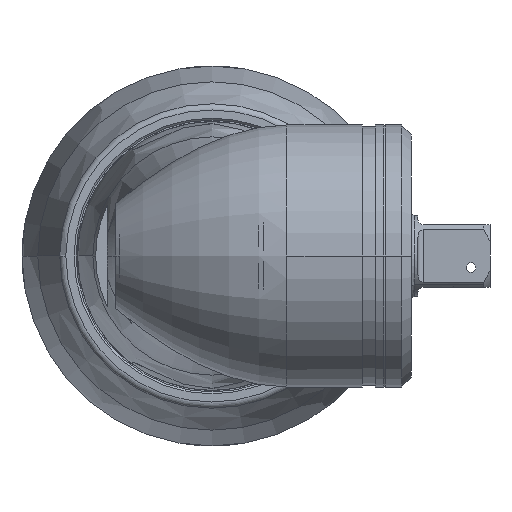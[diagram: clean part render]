
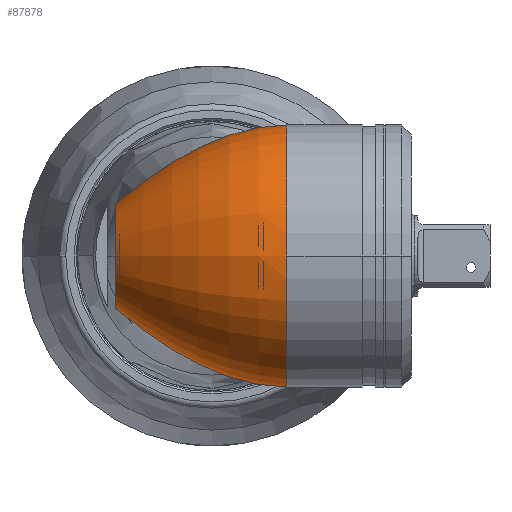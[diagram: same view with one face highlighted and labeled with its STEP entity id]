
A CAD part, left-side view. The second image highlights one B-rep face of the part: STEP entity #87878.
In plain terms, the highlighted face is a revolution surface.
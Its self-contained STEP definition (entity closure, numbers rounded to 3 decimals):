
#83606=CARTESIAN_POINT('',(-152.,14.7,0.));
#83607=DIRECTION('',(0.,-1.,0.));
#83608=DIRECTION('',(0.721,0.,0.693));
#83609=AXIS2_PLACEMENT_3D('',#83606,#83607,#83608);
#83611=CARTESIAN_POINT('',(-152.,14.7,0.));
#83612=DIRECTION('',(0.,-1.,0.));
#83613=DIRECTION('',(-1.,0.,0.));
#83614=AXIS2_PLACEMENT_3D('',#83611,#83612,#83613);
#83626=CARTESIAN_POINT('',(-136.658,-11.44,
-12.83));
#83700=CARTESIAN_POINT('',(-146.231,14.7,
5.543));
#83701=CARTESIAN_POINT('',(-146.387,14.383,6.088));
#83702=CARTESIAN_POINT('',(-146.741,13.682,
7.16));
#83703=CARTESIAN_POINT('',(-147.35,12.45,
8.696));
#83704=CARTESIAN_POINT('',(-147.855,11.266,
9.923));
#83705=CARTESIAN_POINT('',(-148.166,10.2,
10.878));
#83706=CARTESIAN_POINT('',(-148.307,9.333,
11.579));
#83707=CARTESIAN_POINT('',(-148.312,8.41,
12.248));
#83708=CARTESIAN_POINT('',(-148.154,7.459,
12.861));
#83709=CARTESIAN_POINT('',(-147.853,6.516,
13.4));
#83710=CARTESIAN_POINT('',(-147.316,5.285,
14.02));
#83711=CARTESIAN_POINT('',(-146.479,3.796,
14.631));
#83712=CARTESIAN_POINT('',(-145.365,2.047,
15.157));
#83713=CARTESIAN_POINT('',(-144.202,0.312,
15.5));
#83714=CARTESIAN_POINT('',(-143.025,-1.42,
15.67));
#83715=CARTESIAN_POINT('',(-141.857,-3.149,
15.665));
#83716=CARTESIAN_POINT('',(-140.333,-5.446,
15.423));
#83717=CARTESIAN_POINT('',(-138.525,-8.28,
14.663));
#83718=CARTESIAN_POINT('',(-137.244,-10.427,
13.531));
#83719=CARTESIAN_POINT('',(-136.658,-11.44,
12.83));
#83721=CARTESIAN_POINT('',(-152.,-11.44,0.));
#83722=DIRECTION('',(0.,-1.,0.));
#83723=DIRECTION('',(0.767,0.,0.642));
#83724=AXIS2_PLACEMENT_3D('',#83721,#83722,#83723);
#83726=CARTESIAN_POINT('',(-152.,-11.44,0.));
#83727=DIRECTION('',(0.,-1.,0.));
#83728=DIRECTION('',(-1.,0.,0.));
#83729=AXIS2_PLACEMENT_3D('',#83726,#83727,#83728);
#83731=CARTESIAN_POINT('',(-136.658,-11.44,
-12.83));
#83732=CARTESIAN_POINT('',(-137.244,-10.427,
-13.531));
#83733=CARTESIAN_POINT('',(-138.525,-8.28,
-14.663));
#83734=CARTESIAN_POINT('',(-140.333,-5.446,
-15.423));
#83735=CARTESIAN_POINT('',(-141.857,-3.149,
-15.665));
#83736=CARTESIAN_POINT('',(-143.025,-1.419,
-15.67));
#83737=CARTESIAN_POINT('',(-144.202,0.312,
-15.5));
#83738=CARTESIAN_POINT('',(-145.365,2.048,
-15.157));
#83739=CARTESIAN_POINT('',(-146.479,3.796,
-14.631));
#83740=CARTESIAN_POINT('',(-147.316,5.285,
-14.02));
#83741=CARTESIAN_POINT('',(-147.853,6.516,
-13.4));
#83742=CARTESIAN_POINT('',(-148.155,7.459,
-12.861));
#83743=CARTESIAN_POINT('',(-148.311,8.41,
-12.247));
#83744=CARTESIAN_POINT('',(-148.307,9.333,
-11.579));
#83745=CARTESIAN_POINT('',(-148.165,10.2,
-10.878));
#83746=CARTESIAN_POINT('',(-147.856,11.266,
-9.923));
#83747=CARTESIAN_POINT('',(-147.35,12.45,
-8.696));
#83748=CARTESIAN_POINT('',(-146.741,13.682,
-7.16));
#83749=CARTESIAN_POINT('',(-146.387,14.383,
-6.088));
#83750=CARTESIAN_POINT('',(-146.231,14.7,
-5.543));
#83976=CARTESIAN_POINT('',(-136.658,-11.44,
12.83));
#87264=VERTEX_POINT('',#83976);
#87265=VERTEX_POINT('',#83700);
#87268=VERTEX_POINT('',#83626);
#87269=VERTEX_POINT('',#83750);
#87270=CARTESIAN_POINT('',(-160.,14.7,0.));
#87271=VERTEX_POINT('',#87270);
#87272=CARTESIAN_POINT('',(-172.,-11.44,0.));
#87273=VERTEX_POINT('',#87272);
#87858=CARTESIAN_POINT('',(-160.,14.7,0.));
#87859=CARTESIAN_POINT('',(-166.163,7.355,0.));
#87860=CARTESIAN_POINT('',(-172.,-1.853,0.));
#87861=CARTESIAN_POINT('',(-172.,-11.44,0.));
#87863=CARTESIAN_POINT('',(-152.,16.757,0.));
#87864=DIRECTION('',(0.,-1.,0.));
#87865=AXIS1_PLACEMENT('',#87863,#87864);
#87866=SURFACE_OF_REVOLUTION('',#87862,#87865);
#87867=ORIENTED_EDGE('',*,*,#87718,.F.);
#87868=ORIENTED_EDGE('',*,*,#87716,.F.);
#87870=ORIENTED_EDGE('',*,*,#87869,.T.);
#87872=ORIENTED_EDGE('',*,*,#87871,.T.);
#87874=ORIENTED_EDGE('',*,*,#87873,.T.);
#87875=ORIENTED_EDGE('',*,*,#87848,.T.);
#87876=EDGE_LOOP('',(#87867,#87868,#87870,#87872,#87874,#87875));
#87877=FACE_OUTER_BOUND('',#87876,.F.);
#87878=ADVANCED_FACE('',(#87877),#87866,.T.);
#83610=CIRCLE('',#83609,8.);
#83615=CIRCLE('',#83614,8.);
#83720=B_SPLINE_CURVE_WITH_KNOTS('',3,(#83700,#83701,#83702,#83703,#83704,
#83705,#83706,#83707,#83708,#83709,#83710,#83711,#83712,#83713,#83714,#83715,
#83716,#83717,#83718,#83719),.UNSPECIFIED.,.F.,.F.,(4,1,1,1,1,1,1,1,1,1,1,1,1,1,
1,1,1,4),(0.,0.063,0.125,0.188,0.219,0.25,0.281,0.313,
0.344,0.375,0.438,0.5,0.563,0.625,0.688,0.75,0.875,1.),
.UNSPECIFIED.);
#83725=CIRCLE('',#83724,20.);
#83730=CIRCLE('',#83729,20.);
#83751=B_SPLINE_CURVE_WITH_KNOTS('',3,(#83731,#83732,#83733,#83734,#83735,
#83736,#83737,#83738,#83739,#83740,#83741,#83742,#83743,#83744,#83745,#83746,
#83747,#83748,#83749,#83750),.UNSPECIFIED.,.F.,.F.,(4,1,1,1,1,1,1,1,1,1,1,1,1,1,
1,1,1,4),(0.,0.125,0.25,0.313,0.375,0.438,0.5,0.563,0.625,
0.656,0.688,0.719,0.75,0.781,0.813,0.875,0.938,1.),
.UNSPECIFIED.);
#87716=EDGE_CURVE('',#87265,#87271,#83610,.T.);
#87718=EDGE_CURVE('',#87271,#87269,#83615,.T.);
#87848=EDGE_CURVE('',#87268,#87269,#83751,.T.);
#87862=B_SPLINE_CURVE_WITH_KNOTS('',3,(#87858,#87859,#87860,#87861),
.UNSPECIFIED.,.F.,.F.,(4,4),(0.,1.),.UNSPECIFIED.);
#87869=EDGE_CURVE('',#87265,#87264,#83720,.T.);
#87871=EDGE_CURVE('',#87264,#87273,#83725,.T.);
#87873=EDGE_CURVE('',#87273,#87268,#83730,.T.);
